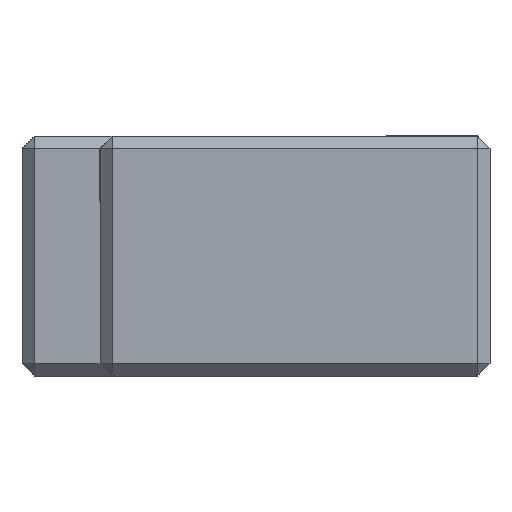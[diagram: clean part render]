
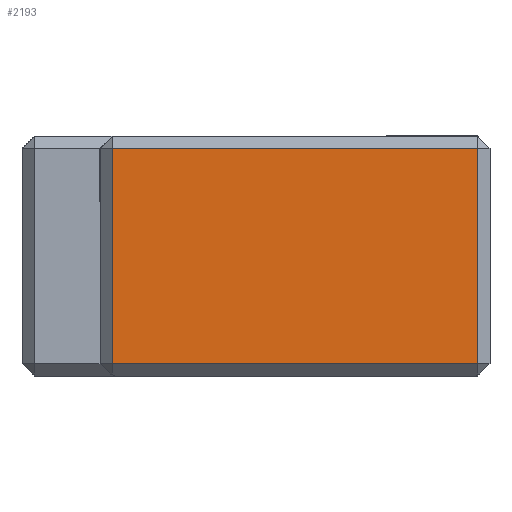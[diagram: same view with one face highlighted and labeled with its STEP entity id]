
A CAD part, left-side view. The second image highlights one B-rep face of the part: STEP entity #2193.
In plain terms, the highlighted planar face has unit normal (-1, 0, 0).
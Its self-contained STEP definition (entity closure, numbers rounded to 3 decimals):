
#127 = CARTESIAN_POINT ( 'NONE',  ( -30., 31.5, -9. ) ) ;
#143 = ORIENTED_EDGE ( 'NONE', *, *, #6177, .T. ) ;
#147 = CARTESIAN_POINT ( 'NONE',  ( -30., 32.5, -9. ) ) ;
#312 = VECTOR ( 'NONE', #3529, 1000. ) ;
#531 = LINE ( 'NONE', #147, #5537 ) ;
#2193 = ADVANCED_FACE ( 'NONE', ( #6607 ), #3764, .F. ) ;
#2283 = VERTEX_POINT ( 'NONE', #4673 ) ;
#2854 = DIRECTION ( 'NONE',  ( 0., 0., 1. ) ) ;
#3323 = VECTOR ( 'NONE', #6903, 1000. ) ;
#3476 = CARTESIAN_POINT ( 'NONE',  ( -30., 31.5, 10. ) ) ;
#3529 = DIRECTION ( 'NONE',  ( 0., -1., 0. ) ) ;
#3669 = CARTESIAN_POINT ( 'NONE',  ( -30., 32.5, 10. ) ) ;
#3764 = PLANE ( 'NONE',  #7021 ) ;
#3827 = ORIENTED_EDGE ( 'NONE', *, *, #6026, .F. ) ;
#3863 = DIRECTION ( 'NONE',  ( 1., 0., 0. ) ) ;
#3865 = DIRECTION ( 'NONE',  ( 0., 1., 0. ) ) ;
#4000 = ORIENTED_EDGE ( 'NONE', *, *, #5884, .F. ) ;
#4107 = CARTESIAN_POINT ( 'NONE',  ( -30., 32.5, 9. ) ) ;
#4338 = VECTOR ( 'NONE', #2854, 1000. ) ;
#4509 = LINE ( 'NONE', #3476, #4338 ) ;
#4673 = CARTESIAN_POINT ( 'NONE',  ( -30., 31.5, 9. ) ) ;
#5537 = VECTOR ( 'NONE', #5969, 1000. ) ;
#5564 = EDGE_LOOP ( 'NONE', ( #4000, #6952, #3827, #143 ) ) ;
#5656 = VERTEX_POINT ( 'NONE', #127 ) ;
#5884 = EDGE_CURVE ( 'NONE', #7453, #5986, #8052, .T. ) ;
#5969 = DIRECTION ( 'NONE',  ( 0., -1., 0. ) ) ;
#5986 = VERTEX_POINT ( 'NONE', #8173 ) ;
#6026 = EDGE_CURVE ( 'NONE', #5656, #2283, #4509, .T. ) ;
#6177 = EDGE_CURVE ( 'NONE', #5656, #5986, #531, .T. ) ;
#6607 = FACE_OUTER_BOUND ( 'NONE', #5564, .T. ) ;
#6853 = CARTESIAN_POINT ( 'NONE',  ( -30., 1., 10. ) ) ;
#6903 = DIRECTION ( 'NONE',  ( 0., 0., -1. ) ) ;
#6952 = ORIENTED_EDGE ( 'NONE', *, *, #7670, .F. ) ;
#7021 = AXIS2_PLACEMENT_3D ( 'NONE', #3669, #3863, #3865 ) ;
#7109 = LINE ( 'NONE', #4107, #312 ) ;
#7453 = VERTEX_POINT ( 'NONE', #8075 ) ;
#7670 = EDGE_CURVE ( 'NONE', #2283, #7453, #7109, .T. ) ;
#8052 = LINE ( 'NONE', #6853, #3323 ) ;
#8075 = CARTESIAN_POINT ( 'NONE',  ( -30., 1., 9. ) ) ;
#8173 = CARTESIAN_POINT ( 'NONE',  ( -30., 1., -9. ) ) ;
